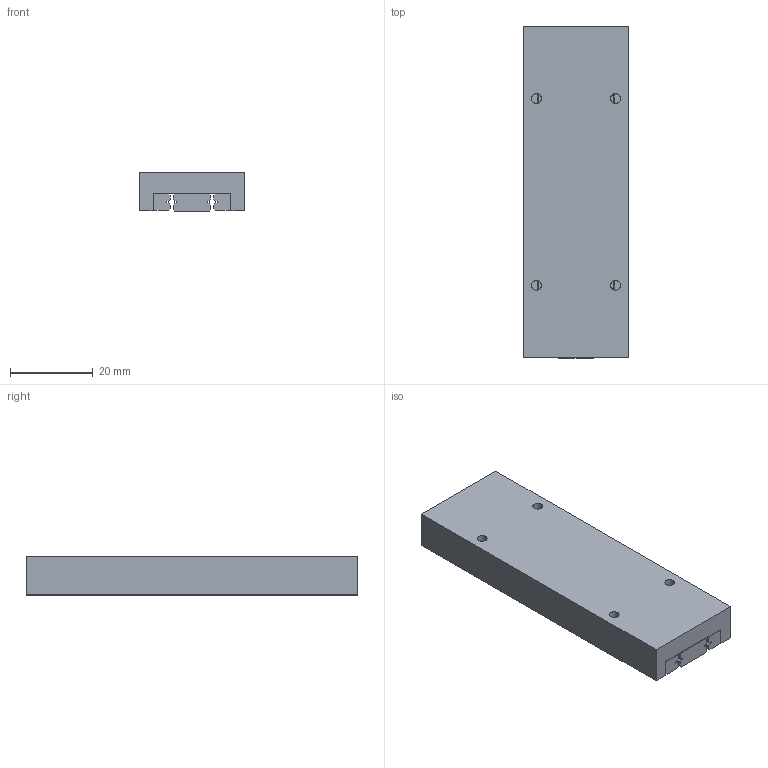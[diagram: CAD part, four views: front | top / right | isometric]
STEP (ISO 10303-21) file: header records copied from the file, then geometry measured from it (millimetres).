
FILE_DESCRIPTION((''),'2;1');
FILE_NAME('LP10-3-2.stp','2003-10-26T15:47:59',('Raul'),(''),'Autodesk Inventor (tm) 5.3','Autodesk Inventor (tm) 5.3','');
FILE_SCHEMA(('CONFIG_CONTROL_DESIGN'));
Length unit declared in the file: inch
Products named in the file (5): LP10-3-2; LP10-3-2 TOP-PLATE; LP10-3-2 RAIL-A; LP10-3-2 RAIL-B; LP10-3-2 SLIDE
Assembly tree (4 placements, depth 2):
  LP10-3-2
    LP10-3-2 TOP-PLATE
    LP10-3-2 RAIL-A
    LP10-3-2 RAIL-B
    LP10-3-2 SLIDE
Bounding box: 25.4 x 80.01 x 9.4 mm (x, y, z)
Volume: 17494.1 mm3; surface area: 11979.7 mm2
Topology: 4 solids, 4 shells, 113 faces, 304 edges, 200 vertices
Faces by surface type: plane 68, bspline 45
Entity records: 4695 total; most frequent: CARTESIAN_POINT 1265, ORIENTED_EDGE 608, DIRECTION 538, EDGE_CURVE 304, VECTOR 224, LINE 224, VERTEX_POINT 200, AXIS2_PLACEMENT_3D 157
